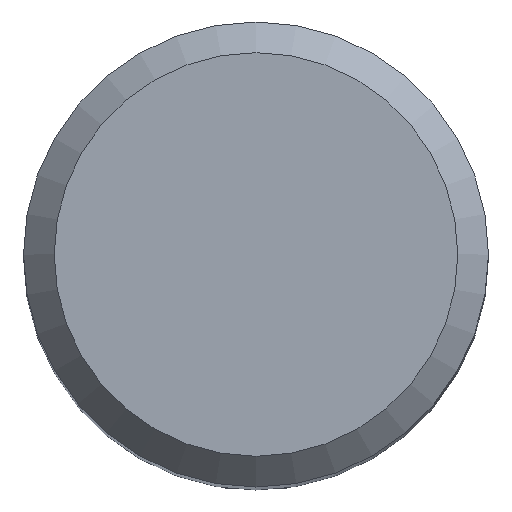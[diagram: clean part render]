
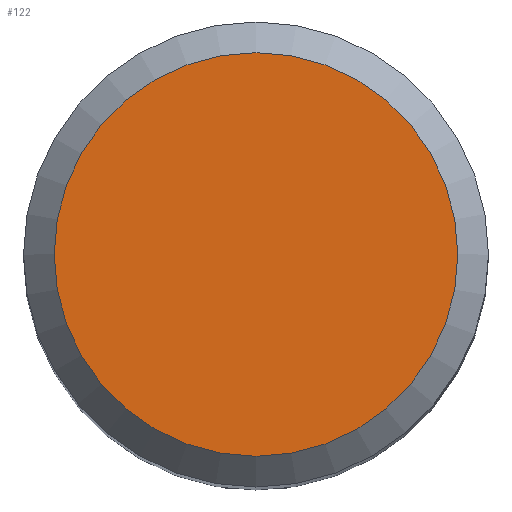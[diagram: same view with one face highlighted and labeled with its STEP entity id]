
A CAD part, top view. The second image highlights one B-rep face of the part: STEP entity #122.
In plain terms, the highlighted planar face has unit normal (0, 0, 1).
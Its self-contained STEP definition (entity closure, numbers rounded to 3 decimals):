
#122=ADVANCED_FACE('',(#134),#131,.T.);
#131=PLANE('',#274);
#134=FACE_OUTER_BOUND('',#138,.T.);
#138=EDGE_LOOP('',(#152));
#152=ORIENTED_EDGE('',*,*,#173,.T.);
#166=VERTEX_POINT('',#362);
#173=EDGE_CURVE('',#166,#166,#180,.T.);
#180=CIRCLE('',#273,6.997);
#273=AXIS2_PLACEMENT_3D('',#361,#306,#307);
#274=AXIS2_PLACEMENT_3D('',#363,#308,#309);
#306=DIRECTION('',(0.,0.,1.));
#307=DIRECTION('',(1.,0.,0.));
#308=DIRECTION('',(0.,0.,1.));
#309=DIRECTION('',(1.,0.,0.));
#361=CARTESIAN_POINT('',(0.,0.,0.));
#362=CARTESIAN_POINT('',(6.997,0.,0.));
#363=CARTESIAN_POINT('',(0.,0.,0.));
